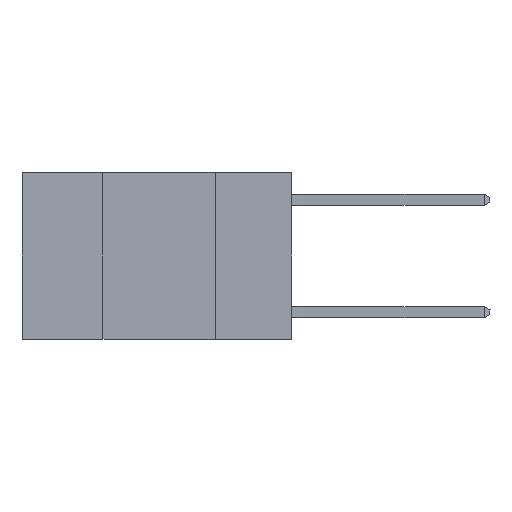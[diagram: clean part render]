
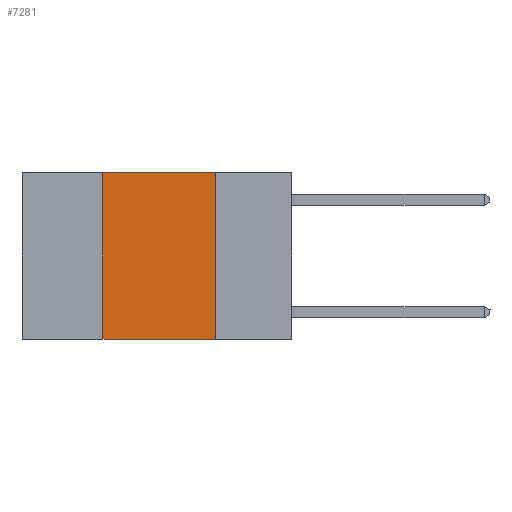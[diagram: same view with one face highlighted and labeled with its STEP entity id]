
A CAD part, left-side view. The second image highlights one B-rep face of the part: STEP entity #7281.
In plain terms, the highlighted planar face has unit normal (-1, 0, 0).
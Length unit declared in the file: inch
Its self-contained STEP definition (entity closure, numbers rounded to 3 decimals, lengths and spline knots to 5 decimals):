
#284 = CARTESIAN_POINT ( 'NONE',  ( 0., 0.42, -0.37 ) ) ;
#582 = VECTOR ( 'NONE', #4202, 39.37008 ) ;
#643 = LINE ( 'NONE', #8571, #9423 ) ;
#666 = CARTESIAN_POINT ( 'NONE',  ( 0., 0.17, 0. ) ) ;
#1418 = PLANE ( 'NONE',  #7393 ) ;
#1461 = DIRECTION ( 'NONE',  ( 1., 0., 0. ) ) ;
#2529 = EDGE_CURVE ( 'NONE', #9526, #10822, #3731, .T. ) ;
#3007 = ORIENTED_EDGE ( 'NONE', *, *, #13183, .F. ) ;
#3731 = LINE ( 'NONE', #8406, #582 ) ;
#3822 = EDGE_LOOP ( 'NONE', ( #3007, #9829, #6471, #4350 ) ) ;
#3842 = VECTOR ( 'NONE', #11300, 39.37008 ) ;
#4108 = VECTOR ( 'NONE', #4905, 39.37008 ) ;
#4202 = DIRECTION ( 'NONE',  ( 0., -1., 0. ) ) ;
#4350 = ORIENTED_EDGE ( 'NONE', *, *, #9907, .T. ) ;
#4905 = DIRECTION ( 'NONE',  ( 0., 0., 1. ) ) ;
#4999 = VERTEX_POINT ( 'NONE', #284 ) ;
#6471 = ORIENTED_EDGE ( 'NONE', *, *, #7454, .F. ) ;
#6642 = LINE ( 'NONE', #666, #3842 ) ;
#7281 = ADVANCED_FACE ( 'NONE', ( #9254 ), #1418, .F. ) ;
#7393 = AXIS2_PLACEMENT_3D ( 'NONE', #7766, #1461, #8879 ) ;
#7454 = EDGE_CURVE ( 'NONE', #4999, #9526, #10079, .T. ) ;
#7766 = CARTESIAN_POINT ( 'NONE',  ( 0., 0.6, 0. ) ) ;
#8406 = CARTESIAN_POINT ( 'NONE',  ( 0., 0.6, 0. ) ) ;
#8571 = CARTESIAN_POINT ( 'NONE',  ( 0., 0.6, -0.37 ) ) ;
#8683 = CARTESIAN_POINT ( 'NONE',  ( 0., 0.17, -0.37 ) ) ;
#8879 = DIRECTION ( 'NONE',  ( 0., 0., -1. ) ) ;
#9254 = FACE_OUTER_BOUND ( 'NONE', #3822, .T. ) ;
#9278 = VERTEX_POINT ( 'NONE', #8683 ) ;
#9423 = VECTOR ( 'NONE', #9656, 39.37008 ) ;
#9526 = VERTEX_POINT ( 'NONE', #11173 ) ;
#9656 = DIRECTION ( 'NONE',  ( 0., -1., 0. ) ) ;
#9829 = ORIENTED_EDGE ( 'NONE', *, *, #2529, .F. ) ;
#9907 = EDGE_CURVE ( 'NONE', #4999, #9278, #643, .T. ) ;
#10079 = LINE ( 'NONE', #10226, #4108 ) ;
#10226 = CARTESIAN_POINT ( 'NONE',  ( 0., 0.42, 0. ) ) ;
#10822 = VERTEX_POINT ( 'NONE', #11049 ) ;
#11049 = CARTESIAN_POINT ( 'NONE',  ( 0., 0.17, 0. ) ) ;
#11173 = CARTESIAN_POINT ( 'NONE',  ( 0., 0.42, 0. ) ) ;
#11300 = DIRECTION ( 'NONE',  ( 0., 0., -1. ) ) ;
#13183 = EDGE_CURVE ( 'NONE', #10822, #9278, #6642, .T. ) ;
